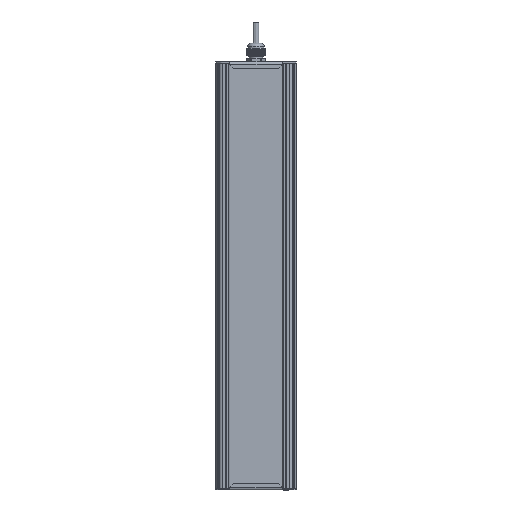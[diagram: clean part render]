
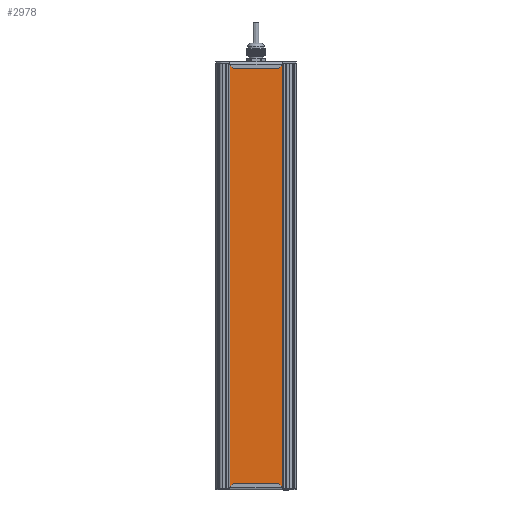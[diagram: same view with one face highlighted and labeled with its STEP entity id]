
A CAD part, front view. The second image highlights one B-rep face of the part: STEP entity #2978.
In plain terms, the highlighted face is planar.
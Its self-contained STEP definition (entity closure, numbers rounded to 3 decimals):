
#2978=ADVANCED_FACE('',(#11974),#11976,.T.);
#11974=FACE_BOUND('',#11975,.T.);
#11975=EDGE_LOOP('',(#37742,#37743,#37744,#37745));
#11976=PLANE('',#11977);
#11977=AXIS2_PLACEMENT_3D('',#11978,#11979,#11980);
#11978=CARTESIAN_POINT('',(120.465,593.492,117.308));
#11979=DIRECTION('',(0.,0.,-1.));
#11980=DIRECTION('',(0.,1.,0.));
#37742=ORIENTED_EDGE('',*,*,#43638,.T.);
#37743=ORIENTED_EDGE('',*,*,#43640,.F.);
#37744=ORIENTED_EDGE('',*,*,#43641,.F.);
#37745=ORIENTED_EDGE('',*,*,#43642,.T.);
#43638=EDGE_CURVE('',#48921,#48919,#48922,.T.);
#43640=EDGE_CURVE('',#48924,#48919,#48925,.T.);
#43641=EDGE_CURVE('',#48926,#48924,#48927,.T.);
#43642=EDGE_CURVE('',#48926,#48921,#48928,.T.);
#48919=VERTEX_POINT('',#67157);
#48921=VERTEX_POINT('',#67161);
#48922=LINE('',#67162,#67163);
#48924=VERTEX_POINT('',#67168);
#48925=LINE('',#67169,#67170);
#48926=VERTEX_POINT('',#67172);
#48927=LINE('',#67173,#67174);
#48928=LINE('',#67176,#67177);
#67157=CARTESIAN_POINT('',(566.465,679.838,117.308));
#67161=CARTESIAN_POINT('',(-29.535,679.838,117.308));
#67162=CARTESIAN_POINT('',(-29.535,679.838,117.308));
#67163=VECTOR('',#67164,1.);
#67164=DIRECTION('',(1.,0.,0.));
#67168=CARTESIAN_POINT('',(566.465,593.492,117.308));
#67169=CARTESIAN_POINT('',(566.465,593.492,117.308));
#67170=VECTOR('',#67171,1.);
#67171=DIRECTION('',(0.,1.,0.));
#67172=CARTESIAN_POINT('',(-29.535,593.492,117.308));
#67173=CARTESIAN_POINT('',(-29.535,593.492,117.308));
#67174=VECTOR('',#67175,1.);
#67175=DIRECTION('',(1.,0.,0.));
#67176=CARTESIAN_POINT('',(-29.535,593.492,117.308));
#67177=VECTOR('',#67178,1.);
#67178=DIRECTION('',(0.,1.,0.));
